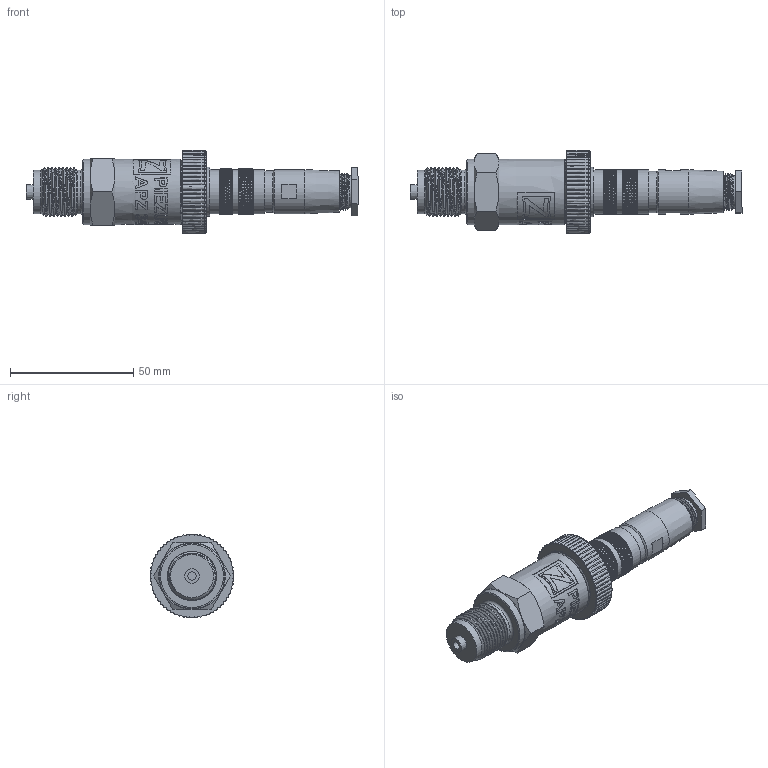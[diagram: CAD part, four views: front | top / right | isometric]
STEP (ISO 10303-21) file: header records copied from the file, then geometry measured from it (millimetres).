
FILE_DESCRIPTION(/* description */ (''),/* implementation_level */ '2;1');
FILE_NAME(/* name */ 'APZ3420_2_Binder723.step',/* time_stamp */ '2021-06-25T11:44:53+03:00',/* author */ (''),/* organization */ (''),/* preprocessor_version */ 'ST-DEVELOPER v18.1',/* originating_system */ 'Autodesk Translation Framework v10.9.0.1377',/* authorisation */ '');
FILE_SCHEMA (('AUTOMOTIVE_DESIGN { 1 0 10303 214 3 1 1 }'));
Length unit declared in the file: millimetre
Products named in the file (7): АПЗ 3420 в.2; M20x1,5 EN; OMAL nut M27x1.5 v8; Ш100.000.005 v4; Binder 723 assembly v4; Binder 723 female v10; Binder 723 male v8
Assembly tree (6 placements, depth 3):
  АПЗ 3420 в.2
    M20x1,5 EN
    OMAL nut M27x1.5 v8
    Ш100.000.005 v4
    Binder 723 assembly v4
      Binder 723 female v10
      Binder 723 male v8
Bounding box: 134.58 x 34 x 34 mm (x, y, z)
Volume: 49932.5 mm3; surface area: 21326.5 mm2
Topology: 7 solids, 7 shells, 3516 faces, 8905 edges, 5825 vertices
Faces by surface type: plane 2136, cylinder 598, bspline 447, cone 332, torus 3
Full cylindrical faces by diameter (mm): 1 x15, 1.5 x5, 10 x1, 11.8 x1, 12 x1, 13 x1, 13.5 x1, 13.741 x3, 14.884 x2, 15.044 x5, 15.2 x1, 15.908 x4, 16.8 x1, 17.044 x7, 17.283 x6, 17.6 x1, 17.8 x1, 17.908 x7, 18 x4, 18.124 x7, 18.137 x8, 18.161 x2, 19.85 x7, 20 x1, 21.4 x2, 22.3 x1, 22.4 x1, 24.5 x1, 25.132 x4, 25.526 x4
Entity records: 135157 total; most frequent: CARTESIAN_POINT 51299, ORIENTED_EDGE 17810, DIRECTION 17787, EDGE_CURVE 8905, AXIS2_PLACEMENT_3D 7677, VERTEX_POINT 5825, EDGE_LOOP 3944, ELLIPSE 3870
